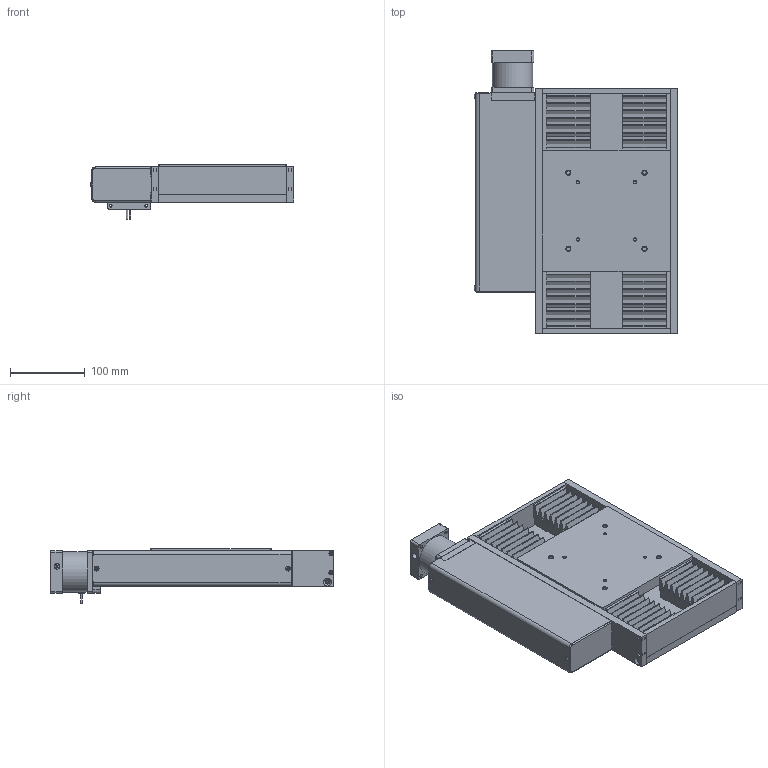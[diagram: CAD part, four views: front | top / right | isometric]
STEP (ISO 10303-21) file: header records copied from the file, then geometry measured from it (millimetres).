
FILE_DESCRIPTION (( 'STEP AP203' ), '1' );
FILE_NAME ('0-412-2A-4-BSB.STEP', '2020-09-16T17:07:56', ( '' ), ( '' ), 'SwSTEP 2.0', 'SolidWorks 2019', '' );
FILE_SCHEMA (( 'CONFIG_CONTROL_DESIGN' ));
Length unit declared in the file: inch
Products named in the file (1): 0-412-2A-4-BSB
Bounding box: 271.74 x 377.3 x 72.96 mm (x, y, z)
Volume: 2936774.1 mm3; surface area: 507808.4 mm2
Topology: 11 solids, 12 shells, 675 faces, 1738 edges, 1134 vertices
Faces by surface type: plane 317, cylinder 268, cone 76, bspline 9, torus 3, sphere 2
Full cylindrical faces by diameter (mm): 2.032 x2, 2.261 x8, 2.5 x2, 2.9 x1, 3.264 x8, 3.4 x2, 3.454 x8, 3.797 x8, 4.2 x4, 5.105 x12, 5.5 x5, 5.558 x16, 6.5 x2, 6.6 x8, 6.655 x2, 7.62 x2, 8 x1, 9 x14, 11 x8, 15 x14, 18 x1, 25.4 x4, 30.48 x1, 31.8 x1, 38.1 x2, 47.625 x1, 54 x1
Entity records: 21689 total; most frequent: CARTESIAN_POINT 6004, DIRECTION 3323, ORIENTED_EDGE 2870, EDGE_CURVE 1435, AXIS2_PLACEMENT_3D 1277, EDGE_LOOP 1051, VERTEX_POINT 1048, FACE_OUTER_BOUND 808
